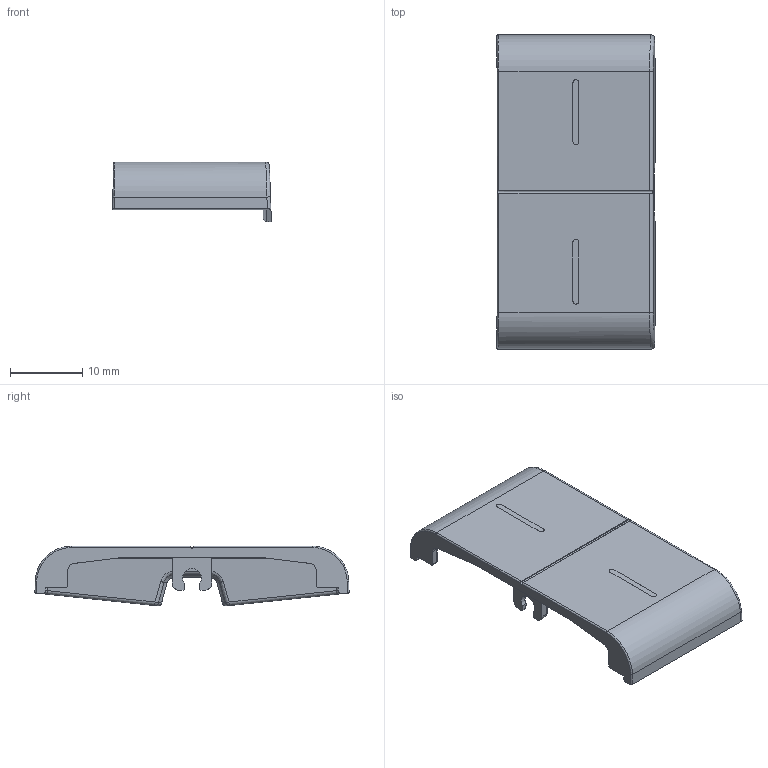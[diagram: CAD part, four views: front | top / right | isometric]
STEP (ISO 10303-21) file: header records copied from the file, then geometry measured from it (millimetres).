
FILE_DESCRIPTION(('CATIA V5 STEP Exchange','CAx-IF Rec.Pracs.--- Model Styling and Organization---1.4--- 2014-01-23'),'2;1');
FILE_NAME('GW10819.stp','2024-02-13T13:41:30+00:00',('none'),('none'),'CATIA Version 5-6 Release 2019 SP6','CATIA V5 STEP AP214 v1','none');
FILE_SCHEMA(('AUTOMOTIVE_DESIGN { 1 0 10303 214 1 1 1 1 }'));
Length unit declared in the file: millimetre
Products named in the file (1): GW10819
Bounding box: 21.98 x 43.5 x 8.27 mm (x, y, z)
Volume: 1884.2 mm3; surface area: 2930.3 mm2
Topology: 1 solids, 1 shells, 278 faces, 669 edges, 375 vertices
Faces by surface type: cylinder 113, plane 63, bspline 62, sphere 20, torus 14, cone 6
Entity records: 12796 total; most frequent: CARTESIAN_POINT 7064, ORIENTED_EDGE 1286, DIRECTION 785, EDGE_CURVE 643, VERTEX_POINT 375, AXIS2_PLACEMENT_3D 360, EDGE_LOOP 286, ADVANCED_FACE 278
